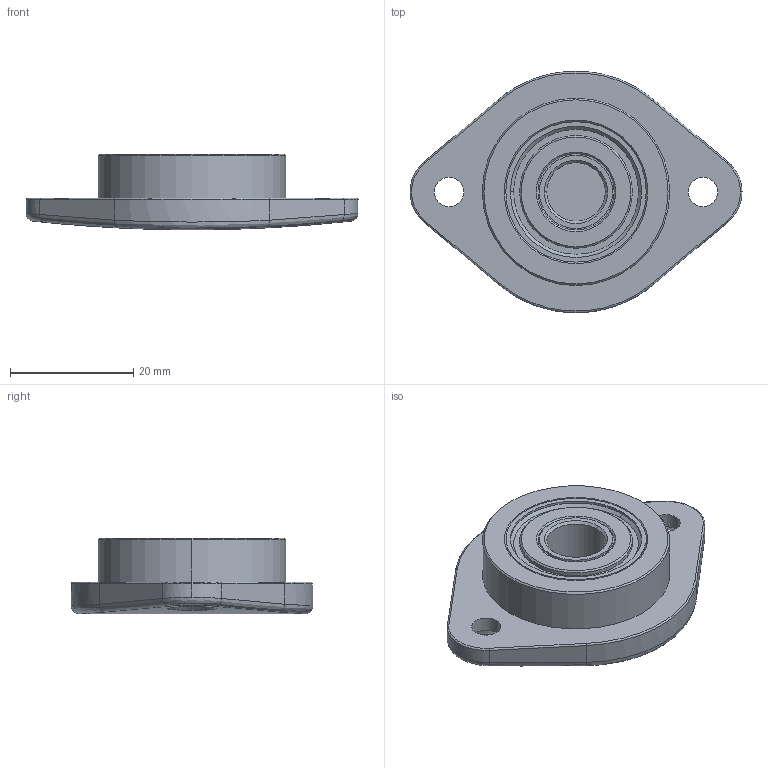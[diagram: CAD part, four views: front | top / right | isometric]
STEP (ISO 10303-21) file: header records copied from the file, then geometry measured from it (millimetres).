
FILE_DESCRIPTION (( 'STEP AP203' ), '1' );
FILE_NAME ('4575N35_Light Duty Mounted Ball Bearing.STEP', '2021-09-09T04:14:09', ( 'Administrator' ), ( 'Managed by Terraform' ), 'SwSTEP 2.0', 'SolidWorks 2017', '' );
FILE_SCHEMA (( 'CONFIG_CONTROL_DESIGN' ));
Length unit declared in the file: inch
Products named in the file (1): 4575N35_Light Duty Mounted Ball Bearing
Bounding box: 53.98 x 39.29 x 12.3 mm (x, y, z)
Volume: 11268 mm3; surface area: 6122.2 mm2
Topology: 2 solids, 2 shells, 72 faces, 154 edges, 92 vertices
Faces by surface type: cylinder 30, cone 16, plane 13, bspline 8, torus 5
Entity records: 2620 total; most frequent: CARTESIAN_POINT 990, DIRECTION 343, ORIENTED_EDGE 308, EDGE_CURVE 154, AXIS2_PLACEMENT_3D 145, VERTEX_POINT 92, EDGE_LOOP 84, CIRCLE 80
